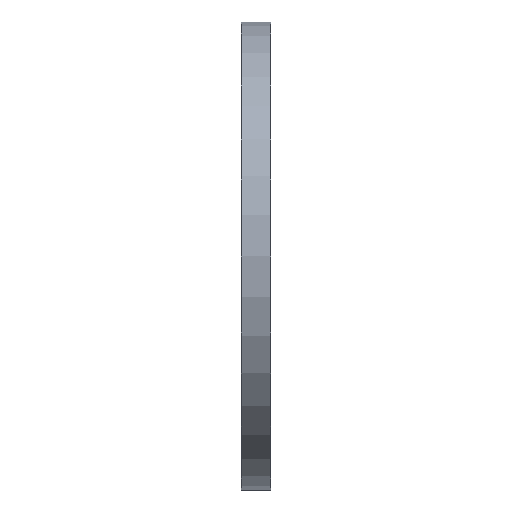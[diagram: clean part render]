
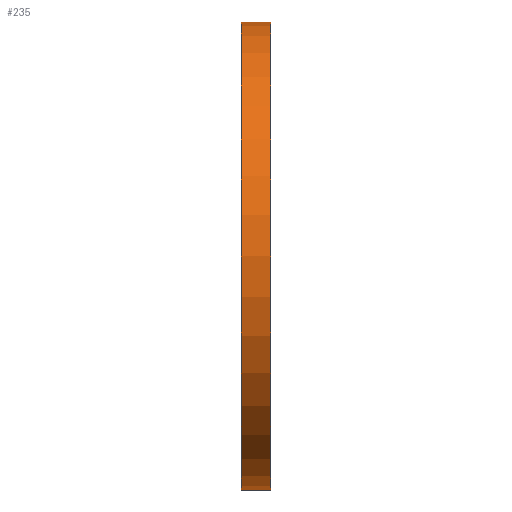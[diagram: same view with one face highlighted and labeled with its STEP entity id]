
A CAD part, front view. The second image highlights one B-rep face of the part: STEP entity #235.
In plain terms, the highlighted cylindrical face has radius 7.169 mm (diameter 14.337 mm), a partial arc.
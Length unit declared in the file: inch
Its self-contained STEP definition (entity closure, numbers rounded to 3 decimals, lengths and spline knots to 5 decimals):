
#9 = LINE ( 'NONE', #32, #33 ) ;
#26 = CARTESIAN_POINT ( 'NONE',  ( 0.0175, -0.01327, -0.28223 ) ) ;
#32 = CARTESIAN_POINT ( 'NONE',  ( 0.0175, -0.01327, -0.28223 ) ) ;
#33 = VECTOR ( 'NONE', #34, 39.37008 ) ;
#34 = DIRECTION ( 'NONE',  ( -1., 0., 0. ) ) ;
#40 = CARTESIAN_POINT ( 'NONE',  ( -0.0175, -0.01327, -0.28223 ) ) ;
#104 = VERTEX_POINT ( 'NONE', #26 ) ;
#107 = EDGE_CURVE ( 'NONE', #104, #108, #9, .T. ) ;
#108 = VERTEX_POINT ( 'NONE', #40 ) ;
#212 = VERTEX_POINT ( 'NONE', #518 ) ;
#213 = ORIENTED_EDGE ( 'NONE', *, *, #214, .T. ) ;
#214 = EDGE_CURVE ( 'NONE', #212, #215, #582, .T. ) ;
#215 = VERTEX_POINT ( 'NONE', #578 ) ;
#216 = ORIENTED_EDGE ( 'NONE', *, *, #217, .T. ) ;
#217 = EDGE_CURVE ( 'NONE', #215, #108, #577, .T. ) ;
#235 = ADVANCED_FACE ( 'NONE', ( #603 ), #601, .T. ) ;
#236 = EDGE_LOOP ( 'NONE', ( #237, #238, #213, #216 ) ) ;
#237 = ORIENTED_EDGE ( 'NONE', *, *, #107, .F. ) ;
#238 = ORIENTED_EDGE ( 'NONE', *, *, #239, .F. ) ;
#239 = EDGE_CURVE ( 'NONE', #212, #104, #596, .T. ) ;
#518 = CARTESIAN_POINT ( 'NONE',  ( 0.0175, -0.01327, 0.28223 ) ) ;
#573 = DIRECTION ( 'NONE',  ( 0., 0., -1. ) ) ;
#574 = DIRECTION ( 'NONE',  ( 1., 0., 0. ) ) ;
#575 = CARTESIAN_POINT ( 'NONE',  ( -0.0175, -0.01327, 0. ) ) ;
#576 = AXIS2_PLACEMENT_3D ( 'NONE', #575, #574, #573 ) ;
#577 = CIRCLE ( 'NONE', #576, 0.28223 ) ;
#578 = CARTESIAN_POINT ( 'NONE',  ( -0.0175, -0.01327, 0.28223 ) ) ;
#579 = DIRECTION ( 'NONE',  ( -1., 0., 0. ) ) ;
#580 = VECTOR ( 'NONE', #579, 39.37008 ) ;
#581 = CARTESIAN_POINT ( 'NONE',  ( 0.0175, -0.01327, 0.28223 ) ) ;
#582 = LINE ( 'NONE', #581, #580 ) ;
#593 = DIRECTION ( 'NONE',  ( 0., 0., -1. ) ) ;
#594 = DIRECTION ( 'NONE',  ( 1., 0., 0. ) ) ;
#595 = AXIS2_PLACEMENT_3D ( 'NONE', #602, #594, #593 ) ;
#596 = CIRCLE ( 'NONE', #595, 0.28223 ) ;
#597 = DIRECTION ( 'NONE',  ( 0., 0., 1. ) ) ;
#598 = DIRECTION ( 'NONE',  ( -1., 0., 0. ) ) ;
#599 = CARTESIAN_POINT ( 'NONE',  ( 0.0175, -0.01327, 0. ) ) ;
#600 = AXIS2_PLACEMENT_3D ( 'NONE', #599, #598, #597 ) ;
#601 = CYLINDRICAL_SURFACE ( 'NONE', #600, 0.28223 ) ;
#602 = CARTESIAN_POINT ( 'NONE',  ( 0.0175, -0.01327, 0. ) ) ;
#603 = FACE_OUTER_BOUND ( 'NONE', #236, .T. ) ;
